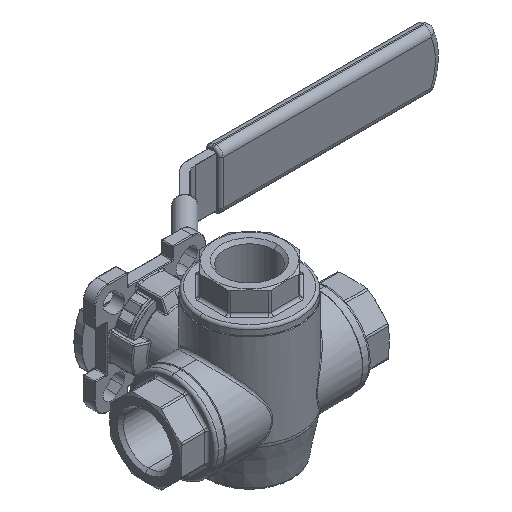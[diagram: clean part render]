
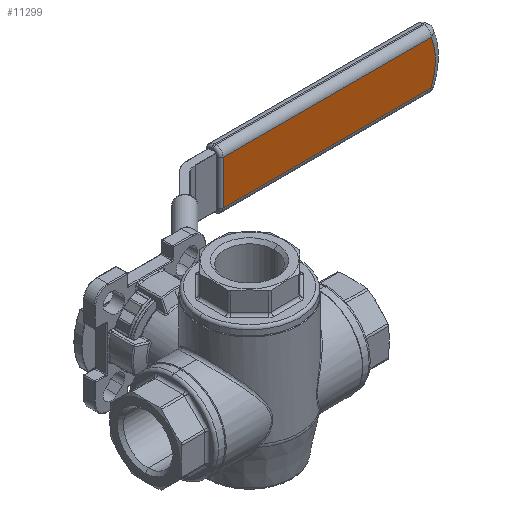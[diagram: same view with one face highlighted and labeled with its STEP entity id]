
A CAD part, isometric view. The second image highlights one B-rep face of the part: STEP entity #11299.
In plain terms, the highlighted planar face has unit normal (0, -1, 0).
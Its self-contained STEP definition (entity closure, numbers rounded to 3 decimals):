
#16 = LINE ( 'NONE', #17645, #47220 ) ;
#895 = DIRECTION ( 'NONE',  ( -1., 0., 0. ) ) ;
#1730 = DIRECTION ( 'NONE',  ( 0., 0., -1. ) ) ;
#3562 = CARTESIAN_POINT ( 'NONE',  ( 138.697, 70., 8.3 ) ) ;
#4878 = EDGE_CURVE ( 'NONE', #36757, #27060, #18562, .T. ) ;
#5013 = CARTESIAN_POINT ( 'NONE',  ( 59.985, 70., 8.3 ) ) ;
#11299 = ADVANCED_FACE ( 'NONE', ( #12236 ), #38898, .F. ) ;
#12236 = FACE_OUTER_BOUND ( 'NONE', #19822, .T. ) ;
#13540 = ORIENTED_EDGE ( 'NONE', *, *, #38255, .T. ) ;
#17409 = EDGE_CURVE ( 'NONE', #27060, #39114, #28146, .T. ) ;
#17645 = CARTESIAN_POINT ( 'NONE',  ( 59.985, 70., 11. ) ) ;
#18562 = CIRCLE ( 'NONE', #22393, 22.3 ) ;
#18600 = DIRECTION ( 'NONE',  ( 1., 0., 0. ) ) ;
#19822 = EDGE_LOOP ( 'NONE', ( #13540, #36094, #50073, #42826 ) ) ;
#22393 = AXIS2_PLACEMENT_3D ( 'NONE', #35681, #22692, #31713 ) ;
#22692 = DIRECTION ( 'NONE',  ( 0., -1., 0. ) ) ;
#22802 = DIRECTION ( 'NONE',  ( 0., 1., 0. ) ) ;
#23021 = VERTEX_POINT ( 'NONE', #47334 ) ;
#23600 = CARTESIAN_POINT ( 'NONE',  ( 138.697, 70., -8.3 ) ) ;
#27060 = VERTEX_POINT ( 'NONE', #3562 ) ;
#28146 = LINE ( 'NONE', #46607, #50737 ) ;
#30932 = AXIS2_PLACEMENT_3D ( 'NONE', #34902, #22802, #51682 ) ;
#30983 = VECTOR ( 'NONE', #18600, 1000. ) ;
#31713 = DIRECTION ( 'NONE',  ( 0., 0., 1. ) ) ;
#34902 = CARTESIAN_POINT ( 'NONE',  ( 143., 70., 11. ) ) ;
#35681 = CARTESIAN_POINT ( 'NONE',  ( 117.999, 70., 0. ) ) ;
#36094 = ORIENTED_EDGE ( 'NONE', *, *, #44738, .T. ) ;
#36757 = VERTEX_POINT ( 'NONE', #23600 ) ;
#38255 = EDGE_CURVE ( 'NONE', #39114, #23021, #16, .T. ) ;
#38898 = PLANE ( 'NONE',  #30932 ) ;
#39114 = VERTEX_POINT ( 'NONE', #5013 ) ;
#39384 = LINE ( 'NONE', #43175, #30983 ) ;
#42826 = ORIENTED_EDGE ( 'NONE', *, *, #17409, .T. ) ;
#43175 = CARTESIAN_POINT ( 'NONE',  ( 140.449, 70., -8.3 ) ) ;
#44738 = EDGE_CURVE ( 'NONE', #23021, #36757, #39384, .T. ) ;
#46607 = CARTESIAN_POINT ( 'NONE',  ( 143., 70., 8.3 ) ) ;
#47220 = VECTOR ( 'NONE', #1730, 1000. ) ;
#47334 = CARTESIAN_POINT ( 'NONE',  ( 59.985, 70., -8.3 ) ) ;
#50073 = ORIENTED_EDGE ( 'NONE', *, *, #4878, .T. ) ;
#50737 = VECTOR ( 'NONE', #895, 1000. ) ;
#51682 = DIRECTION ( 'NONE',  ( 0., 0., 1. ) ) ;
